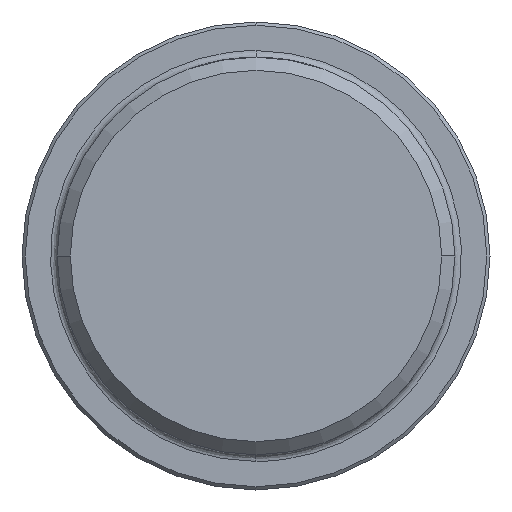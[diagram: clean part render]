
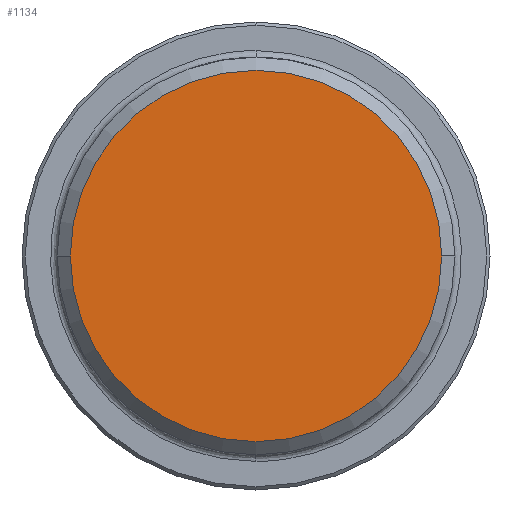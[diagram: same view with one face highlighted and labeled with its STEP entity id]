
A CAD part, left-side view. The second image highlights one B-rep face of the part: STEP entity #1134.
In plain terms, the highlighted planar face has unit normal (-1, 0, 0).
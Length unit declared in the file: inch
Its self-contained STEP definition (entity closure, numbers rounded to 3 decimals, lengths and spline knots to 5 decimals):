
#59 = FACE_OUTER_BOUND ( 'NONE', #1565, .T. ) ;
#174 = CIRCLE ( 'NONE', #630, 1.10876 ) ;
#323 = CIRCLE ( 'NONE', #1297, 1.10876 ) ;
#515 = EDGE_CURVE ( 'NONE', #1779, #918, #174, .T. ) ;
#630 = AXIS2_PLACEMENT_3D ( 'NONE', #1947, #852, #1375 ) ;
#642 = ORIENTED_EDGE ( 'NONE', *, *, #515, .F. ) ;
#664 = DIRECTION ( 'NONE',  ( 1., 0., 0. ) ) ;
#823 = EDGE_CURVE ( 'NONE', #918, #1779, #323, .T. ) ;
#852 = DIRECTION ( 'NONE',  ( 1., 0., 0. ) ) ;
#884 = CARTESIAN_POINT ( 'NONE',  ( -4.91685, -1.10876, 0. ) ) ;
#918 = VERTEX_POINT ( 'NONE', #884 ) ;
#962 = DIRECTION ( 'NONE',  ( 0., 0., 1. ) ) ;
#1134 = ADVANCED_FACE ( 'NONE', ( #59 ), #2123, .T. ) ;
#1297 = AXIS2_PLACEMENT_3D ( 'NONE', #1328, #664, #1482 ) ;
#1328 = CARTESIAN_POINT ( 'NONE',  ( -4.91685, 0., 0. ) ) ;
#1375 = DIRECTION ( 'NONE',  ( 0., 1., 0. ) ) ;
#1458 = CARTESIAN_POINT ( 'NONE',  ( -4.91685, 0., 0. ) ) ;
#1482 = DIRECTION ( 'NONE',  ( 0., 1., 0. ) ) ;
#1565 = EDGE_LOOP ( 'NONE', ( #642, #1930 ) ) ;
#1609 = AXIS2_PLACEMENT_3D ( 'NONE', #1458, #2115, #962 ) ;
#1678 = CARTESIAN_POINT ( 'NONE',  ( -4.91685, 1.10876, 0. ) ) ;
#1779 = VERTEX_POINT ( 'NONE', #1678 ) ;
#1930 = ORIENTED_EDGE ( 'NONE', *, *, #823, .F. ) ;
#1947 = CARTESIAN_POINT ( 'NONE',  ( -4.91685, 0., 0. ) ) ;
#2115 = DIRECTION ( 'NONE',  ( -1., 0., 0. ) ) ;
#2123 = PLANE ( 'NONE',  #1609 ) ;
